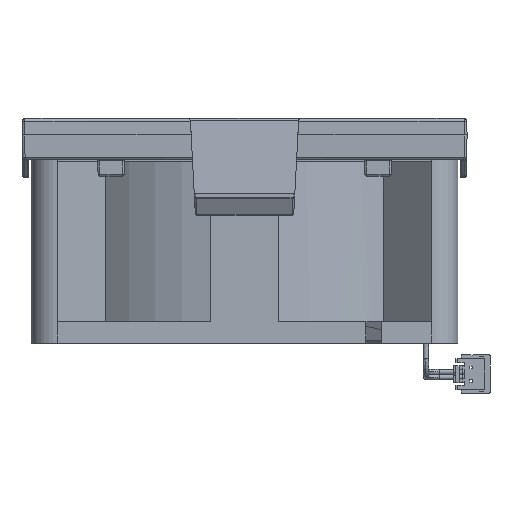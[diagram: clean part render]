
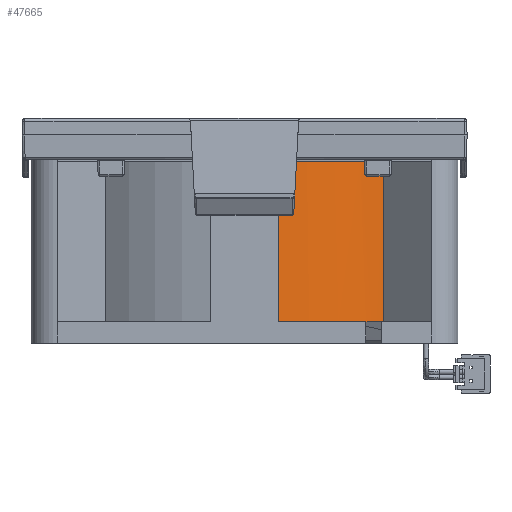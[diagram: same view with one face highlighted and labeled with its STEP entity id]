
A CAD part, left-side view. The second image highlights one B-rep face of the part: STEP entity #47665.
In plain terms, the highlighted cylindrical face has radius 40.5 mm (diameter 81 mm), a partial arc.
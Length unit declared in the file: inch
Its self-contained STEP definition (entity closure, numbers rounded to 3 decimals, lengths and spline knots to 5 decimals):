
#341 = CARTESIAN_POINT ( 'NONE',  ( -1.7126, 0., -1.37795 ) ) ;
#5730 = VERTEX_POINT ( 'NONE', #129840 ) ;
#8136 = AXIS2_PLACEMENT_3D ( 'NONE', #112020, #50039, #9082 ) ;
#9082 = DIRECTION ( 'NONE',  ( 1., 0., 0. ) ) ;
#10637 = CIRCLE ( 'NONE', #119450, 1.59449 ) ;
#10971 = EDGE_CURVE ( 'NONE', #5730, #133267, #79548, .T. ) ;
#12336 = ORIENTED_EDGE ( 'NONE', *, *, #45704, .F. ) ;
#12742 = DIRECTION ( 'NONE',  ( 1., 0., 0. ) ) ;
#13653 = CARTESIAN_POINT ( 'NONE',  ( -2.94331, -1.01378, -1.37795 ) ) ;
#18799 = EDGE_LOOP ( 'NONE', ( #106631, #86897, #117291, #12336, #56794, #40014 ) ) ;
#18808 = VECTOR ( 'NONE', #65982, 39.37008 ) ;
#23468 = CARTESIAN_POINT ( 'NONE',  ( -2.93202, -1.02733, -1.37795 ) ) ;
#26459 = DIRECTION ( 'NONE',  ( 0., 0., -1. ) ) ;
#29232 = LINE ( 'NONE', #23468, #131028 ) ;
#30610 = DIRECTION ( 'NONE',  ( 1., 0., 0. ) ) ;
#35868 = DIRECTION ( 'NONE',  ( 1., 0., 0. ) ) ;
#37901 = AXIS2_PLACEMENT_3D ( 'NONE', #125205, #84379, #62370 ) ;
#38940 = CYLINDRICAL_SURFACE ( 'NONE', #93350, 1.59449 ) ;
#40014 = ORIENTED_EDGE ( 'NONE', *, *, #104100, .T. ) ;
#44826 = CARTESIAN_POINT ( 'NONE',  ( -2.93202, -1.02733, -0.19685 ) ) ;
#45704 = EDGE_CURVE ( 'NONE', #133267, #114679, #97326, .T. ) ;
#47522 = CARTESIAN_POINT ( 'NONE',  ( -1.7126, 0., -1.37795 ) ) ;
#47665 = ADVANCED_FACE ( 'NONE', ( #79281 ), #38940, .T. ) ;
#49135 = CIRCLE ( 'NONE', #8136, 1.59449 ) ;
#50039 = DIRECTION ( 'NONE',  ( 0., 0., -1. ) ) ;
#56047 = VERTEX_POINT ( 'NONE', #86044 ) ;
#56794 = ORIENTED_EDGE ( 'NONE', *, *, #10971, .F. ) ;
#56943 = VERTEX_POINT ( 'NONE', #44826 ) ;
#62370 = DIRECTION ( 'NONE',  ( 1., 0., 0. ) ) ;
#63933 = LINE ( 'NONE', #87582, #18808 ) ;
#65039 = DIRECTION ( 'NONE',  ( 0., 0., 1. ) ) ;
#65982 = DIRECTION ( 'NONE',  ( 0., 0., -1. ) ) ;
#71259 = EDGE_CURVE ( 'NONE', #56943, #56047, #49135, .T. ) ;
#79281 = FACE_OUTER_BOUND ( 'NONE', #18799, .T. ) ;
#79548 = CIRCLE ( 'NONE', #37901, 1.59449 ) ;
#81933 = DIRECTION ( 'NONE',  ( 0., 0., 1. ) ) ;
#84379 = DIRECTION ( 'NONE',  ( 0., 0., -1. ) ) ;
#86044 = CARTESIAN_POINT ( 'NONE',  ( -3.2874, -0.24978, -0.19685 ) ) ;
#86897 = ORIENTED_EDGE ( 'NONE', *, *, #97896, .T. ) ;
#87582 = CARTESIAN_POINT ( 'NONE',  ( -3.2874, -0.24978, -1.37795 ) ) ;
#93350 = AXIS2_PLACEMENT_3D ( 'NONE', #341, #81933, #30610 ) ;
#94258 = VERTEX_POINT ( 'NONE', #108638 ) ;
#95783 = CARTESIAN_POINT ( 'NONE',  ( -3.03175, -0.89567, -1.37795 ) ) ;
#97084 = CARTESIAN_POINT ( 'NONE',  ( -1.7126, 0., -1.37795 ) ) ;
#97326 = CIRCLE ( 'NONE', #98504, 1.59449 ) ;
#97896 = EDGE_CURVE ( 'NONE', #56047, #94258, #63933, .T. ) ;
#98504 = AXIS2_PLACEMENT_3D ( 'NONE', #47522, #26459, #35868 ) ;
#104100 = EDGE_CURVE ( 'NONE', #5730, #56943, #29232, .T. ) ;
#106631 = ORIENTED_EDGE ( 'NONE', *, *, #71259, .T. ) ;
#108638 = CARTESIAN_POINT ( 'NONE',  ( -3.2874, -0.24978, -1.37795 ) ) ;
#112020 = CARTESIAN_POINT ( 'NONE',  ( -1.7126, 0., -0.19685 ) ) ;
#114679 = VERTEX_POINT ( 'NONE', #95783 ) ;
#117291 = ORIENTED_EDGE ( 'NONE', *, *, #120748, .T. ) ;
#117797 = DIRECTION ( 'NONE',  ( 0., 0., 1. ) ) ;
#119450 = AXIS2_PLACEMENT_3D ( 'NONE', #97084, #65039, #12742 ) ;
#120748 = EDGE_CURVE ( 'NONE', #94258, #114679, #10637, .T. ) ;
#125205 = CARTESIAN_POINT ( 'NONE',  ( -1.7126, 0., -1.37795 ) ) ;
#129840 = CARTESIAN_POINT ( 'NONE',  ( -2.93202, -1.02733, -1.37795 ) ) ;
#131028 = VECTOR ( 'NONE', #117797, 39.37008 ) ;
#133267 = VERTEX_POINT ( 'NONE', #13653 ) ;
